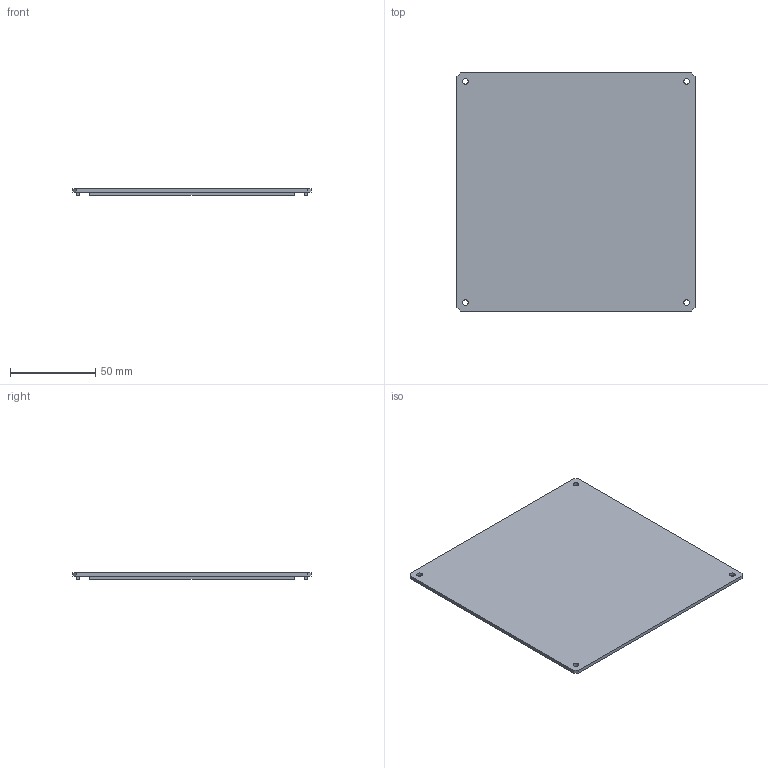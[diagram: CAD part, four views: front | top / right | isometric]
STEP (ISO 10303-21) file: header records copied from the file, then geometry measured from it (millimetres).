
FILE_DESCRIPTION(('FreeCAD Model'),'2;1');
FILE_NAME('Open CASCADE Shape Model','2024-11-14T19:25:51',(''),(''), 'Open CASCADE STEP processor 7.7','FreeCAD','Unknown');
FILE_SCHEMA(('AUTOMOTIVE_DESIGN { 1 0 10303 214 1 1 1 1 }'));
Length unit declared in the file: millimetre
Products named in the file (1): Lid
Bounding box: 140 x 140 x 4 mm (x, y, z)
Volume: 41035.6 mm3; surface area: 42261.1 mm2
Topology: 1 solids, 1 shells, 34 faces, 84 edges, 56 vertices
Faces by surface type: plane 30, cylinder 4
Full cylindrical faces by diameter (mm): 3.3 x4
Entity records: 1034 total; most frequent: CARTESIAN_POINT 175, ORIENTED_EDGE 168, DIRECTION 162, EDGE_CURVE 84, LINE 76, VECTOR 76, VERTEX_POINT 56, FACE_BOUND 46
